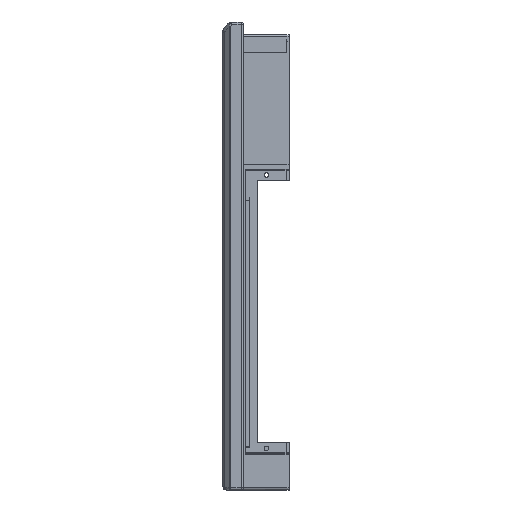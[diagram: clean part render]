
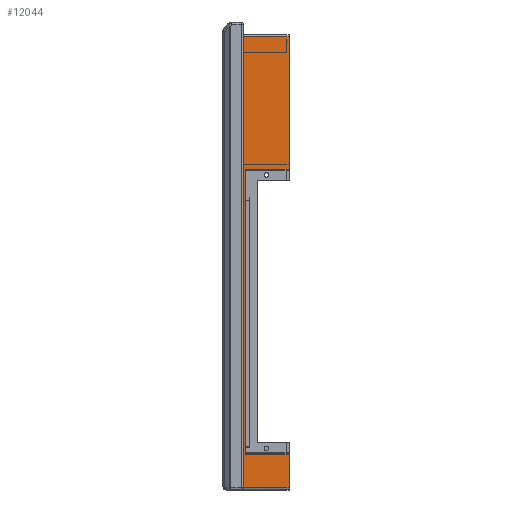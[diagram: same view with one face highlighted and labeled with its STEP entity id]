
A CAD part, left-side view. The second image highlights one B-rep face of the part: STEP entity #12044.
In plain terms, the highlighted planar face has unit normal (-1, 0, 0).
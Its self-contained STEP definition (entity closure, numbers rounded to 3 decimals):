
#366=LINE('',#17953,#1482);
#524=LINE('',#18596,#1640);
#540=LINE('',#18651,#1656);
#1187=LINE('',#20809,#2303);
#1194=LINE('',#20825,#2310);
#1195=LINE('',#20827,#2311);
#1196=LINE('',#20829,#2312);
#1197=LINE('',#20830,#2313);
#1482=VECTOR('',#14098,10.);
#1640=VECTOR('',#14490,10.);
#1656=VECTOR('',#14548,10.);
#2303=VECTOR('',#16649,10.);
#2310=VECTOR('',#16672,10.);
#2311=VECTOR('',#16675,10.);
#2312=VECTOR('',#16676,10.);
#2313=VECTOR('',#16677,10.);
#3200=FACE_OUTER_BOUND('',#3928,.T.);
#3928=EDGE_LOOP('',(#10628,#10629,#10630,#10631,#10632,#10633,#10634,#10635));
#4977=VERTEX_POINT('',#17950);
#4978=VERTEX_POINT('',#17952);
#5146=VERTEX_POINT('',#18593);
#5147=VERTEX_POINT('',#18595);
#5165=VERTEX_POINT('',#18649);
#5813=VERTEX_POINT('',#20806);
#5814=VERTEX_POINT('',#20808);
#5816=VERTEX_POINT('',#20828);
#6216=EDGE_CURVE('',#4978,#4977,#366,.T.);
#6446=EDGE_CURVE('',#5146,#5147,#524,.T.);
#6474=EDGE_CURVE('',#5146,#5165,#540,.T.);
#7498=EDGE_CURVE('',#5813,#5814,#1187,.T.);
#7507=EDGE_CURVE('',#5814,#4977,#1194,.T.);
#7508=EDGE_CURVE('',#5147,#5813,#1195,.T.);
#7509=EDGE_CURVE('',#5165,#5816,#1196,.T.);
#7510=EDGE_CURVE('',#5816,#4978,#1197,.T.);
#10628=ORIENTED_EDGE('',*,*,#7507,.F.);
#10629=ORIENTED_EDGE('',*,*,#7498,.F.);
#10630=ORIENTED_EDGE('',*,*,#7508,.F.);
#10631=ORIENTED_EDGE('',*,*,#6446,.F.);
#10632=ORIENTED_EDGE('',*,*,#6474,.T.);
#10633=ORIENTED_EDGE('',*,*,#7509,.T.);
#10634=ORIENTED_EDGE('',*,*,#7510,.T.);
#10635=ORIENTED_EDGE('',*,*,#6216,.T.);
#11464=PLANE('',#13289);
#12044=ADVANCED_FACE('',(#3200),#11464,.F.);
#13289=AXIS2_PLACEMENT_3D('',#20826,#16673,#16674);
#14098=DIRECTION('',(0.,0.,1.));
#14490=DIRECTION('',(0.,0.,-1.));
#14548=DIRECTION('',(0.,1.,0.));
#16649=DIRECTION('',(0.,0.,1.));
#16672=DIRECTION('',(0.,-1.,0.));
#16673=DIRECTION('center_axis',(1.,0.,0.));
#16674=DIRECTION('ref_axis',(0.,0.,-1.));
#16675=DIRECTION('',(0.,1.,0.));
#16676=DIRECTION('',(0.,0.,1.));
#16677=DIRECTION('',(0.,-1.,0.));
#17950=CARTESIAN_POINT('',(-163.037,-125.988,203.03));
#17952=CARTESIAN_POINT('',(-163.037,-125.988,144.827));
#17953=CARTESIAN_POINT('',(-163.037,-125.988,203.03));
#18593=CARTESIAN_POINT('',(-163.037,-125.988,19.796));
#18595=CARTESIAN_POINT('',(-163.037,-125.988,5.01));
#18596=CARTESIAN_POINT('',(-163.037,-125.988,101.765));
#18649=CARTESIAN_POINT('',(-163.037,-106.988,19.796));
#18651=CARTESIAN_POINT('',(-163.037,-124.488,19.796));
#20806=CARTESIAN_POINT('',(-163.037,-105.988,5.01));
#20808=CARTESIAN_POINT('',(-163.037,-105.988,203.03));
#20809=CARTESIAN_POINT('',(-163.037,-105.988,94.764));
#20825=CARTESIAN_POINT('',(-163.037,-126.988,203.03));
#20826=CARTESIAN_POINT('Origin',(-163.037,-126.988,203.53));
#20827=CARTESIAN_POINT('',(-163.037,-117.988,5.01));
#20828=CARTESIAN_POINT('',(-163.037,-106.988,144.827));
#20829=CARTESIAN_POINT('',(-163.037,-106.988,19.796));
#20830=CARTESIAN_POINT('',(-163.037,-115.488,144.827));
